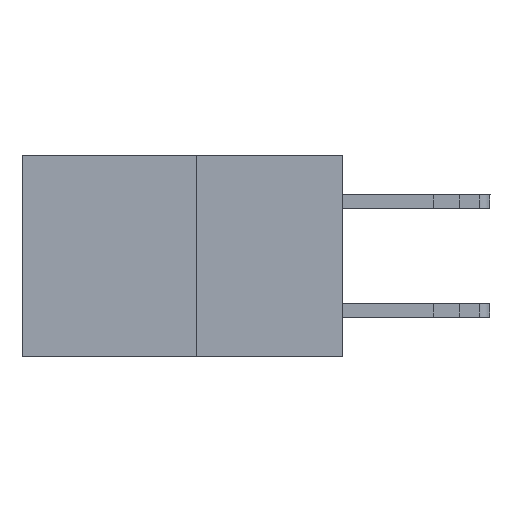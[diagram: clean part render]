
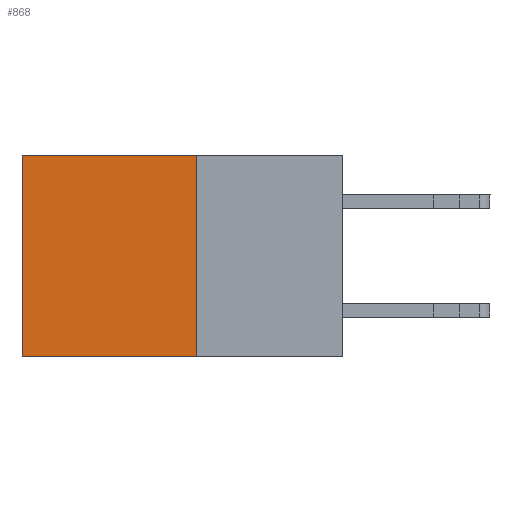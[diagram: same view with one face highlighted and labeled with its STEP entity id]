
A CAD part, left-side view. The second image highlights one B-rep face of the part: STEP entity #868.
In plain terms, the highlighted planar face has unit normal (-1, 0, 0).
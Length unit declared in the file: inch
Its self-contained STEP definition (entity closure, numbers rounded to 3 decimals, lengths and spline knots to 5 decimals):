
#533 = VERTEX_POINT ( 'NONE', #24184 ) ;
#868 = ADVANCED_FACE ( 'NONE', ( #5750 ), #3458, .F. ) ;
#870 = VECTOR ( 'NONE', #21421, 39.37008 ) ;
#1016 = DIRECTION ( 'NONE',  ( 0., 0., -1. ) ) ;
#1287 = ORIENTED_EDGE ( 'NONE', *, *, #13740, .F. ) ;
#1817 = CARTESIAN_POINT ( 'NONE',  ( 0.277, 0.27, 0. ) ) ;
#1855 = LINE ( 'NONE', #24336, #870 ) ;
#2591 = VECTOR ( 'NONE', #8312, 39.37008 ) ;
#3458 = PLANE ( 'NONE',  #10731 ) ;
#5750 = FACE_OUTER_BOUND ( 'NONE', #6996, .T. ) ;
#6293 = ORIENTED_EDGE ( 'NONE', *, *, #27323, .F. ) ;
#6996 = EDGE_LOOP ( 'NONE', ( #15398, #1287, #6293, #19399 ) ) ;
#8312 = DIRECTION ( 'NONE',  ( 0., 1., 0. ) ) ;
#9306 = EDGE_CURVE ( 'NONE', #533, #13058, #13691, .T. ) ;
#9859 = VECTOR ( 'NONE', #23050, 39.37008 ) ;
#10731 = AXIS2_PLACEMENT_3D ( 'NONE', #28541, #21219, #1016 ) ;
#13034 = LINE ( 'NONE', #22978, #2591 ) ;
#13058 = VERTEX_POINT ( 'NONE', #18397 ) ;
#13098 = CARTESIAN_POINT ( 'NONE',  ( 0.277, 0.27, -0.37 ) ) ;
#13526 = CARTESIAN_POINT ( 'NONE',  ( 0.277, 0.59, -0.37 ) ) ;
#13691 = LINE ( 'NONE', #13526, #15833 ) ;
#13740 = EDGE_CURVE ( 'NONE', #15308, #13058, #15088, .T. ) ;
#14274 = EDGE_CURVE ( 'NONE', #29973, #533, #13034, .T. ) ;
#15088 = LINE ( 'NONE', #13098, #9859 ) ;
#15308 = VERTEX_POINT ( 'NONE', #16223 ) ;
#15398 = ORIENTED_EDGE ( 'NONE', *, *, #9306, .T. ) ;
#15833 = VECTOR ( 'NONE', #20692, 39.37008 ) ;
#16223 = CARTESIAN_POINT ( 'NONE',  ( 0.277, 0.27, -0.37 ) ) ;
#18397 = CARTESIAN_POINT ( 'NONE',  ( 0.277, 0.59, -0.37 ) ) ;
#19399 = ORIENTED_EDGE ( 'NONE', *, *, #14274, .T. ) ;
#20692 = DIRECTION ( 'NONE',  ( 0., 0., -1. ) ) ;
#21219 = DIRECTION ( 'NONE',  ( 1., 0., 0. ) ) ;
#21421 = DIRECTION ( 'NONE',  ( 0., 0., -1. ) ) ;
#22978 = CARTESIAN_POINT ( 'NONE',  ( 0.277, 0.27, 0. ) ) ;
#23050 = DIRECTION ( 'NONE',  ( 0., 1., 0. ) ) ;
#24184 = CARTESIAN_POINT ( 'NONE',  ( 0.277, 0.59, 0. ) ) ;
#24336 = CARTESIAN_POINT ( 'NONE',  ( 0.277, 0.27, -0.37 ) ) ;
#27323 = EDGE_CURVE ( 'NONE', #29973, #15308, #1855, .T. ) ;
#28541 = CARTESIAN_POINT ( 'NONE',  ( 0.277, 0.27, -0.37 ) ) ;
#29973 = VERTEX_POINT ( 'NONE', #1817 ) ;
